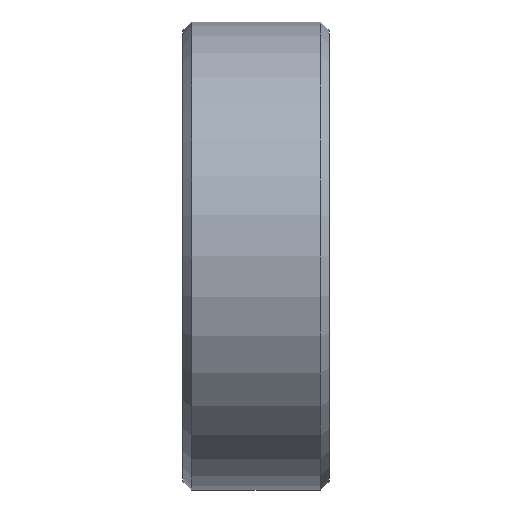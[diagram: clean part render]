
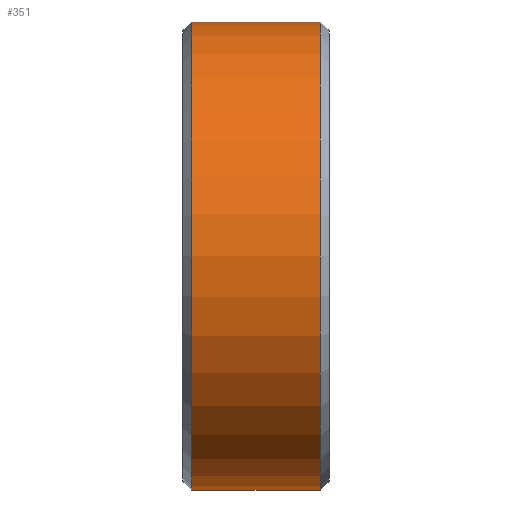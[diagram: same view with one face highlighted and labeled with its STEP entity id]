
A CAD part, left-side view. The second image highlights one B-rep face of the part: STEP entity #351.
In plain terms, the highlighted cylindrical face has radius 8 mm (diameter 16 mm), a partial arc.
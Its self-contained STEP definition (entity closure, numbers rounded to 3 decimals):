
#20 = LINE ( 'NONE', #289, #808 ) ;
#25 = VERTEX_POINT ( 'NONE', #855 ) ;
#32 = DIRECTION ( 'NONE',  ( 0., -1., 0. ) ) ;
#38 = DIRECTION ( 'NONE',  ( 0., 0., -1. ) ) ;
#119 = ORIENTED_EDGE ( 'NONE', *, *, #874, .F. ) ;
#143 = FACE_OUTER_BOUND ( 'NONE', #943, .T. ) ;
#172 = ORIENTED_EDGE ( 'NONE', *, *, #598, .F. ) ;
#187 = CIRCLE ( 'NONE', #719, 8. ) ;
#234 = EDGE_CURVE ( 'NONE', #25, #384, #710, .T. ) ;
#246 = CARTESIAN_POINT ( 'NONE',  ( 0., 0., 0. ) ) ;
#254 = DIRECTION ( 'NONE',  ( 0., 0., -1. ) ) ;
#261 = AXIS2_PLACEMENT_3D ( 'NONE', #246, #1208, #38 ) ;
#289 = CARTESIAN_POINT ( 'NONE',  ( 0., 0., 8. ) ) ;
#351 = ADVANCED_FACE ( 'NONE', ( #143 ), #377, .T. ) ;
#377 = CYLINDRICAL_SURFACE ( 'NONE', #261, 8. ) ;
#384 = VERTEX_POINT ( 'NONE', #1202 ) ;
#598 = EDGE_CURVE ( 'NONE', #1022, #657, #20, .T. ) ;
#622 = DIRECTION ( 'NONE',  ( 0., 0., -1. ) ) ;
#644 = DIRECTION ( 'NONE',  ( 0., -1., 0. ) ) ;
#657 = VERTEX_POINT ( 'NONE', #875 ) ;
#708 = CARTESIAN_POINT ( 'NONE',  ( 0., 2.2, 0. ) ) ;
#710 = LINE ( 'NONE', #1007, #781 ) ;
#719 = AXIS2_PLACEMENT_3D ( 'NONE', #921, #644, #254 ) ;
#781 = VECTOR ( 'NONE', #32, 1000. ) ;
#782 = EDGE_CURVE ( 'NONE', #1022, #25, #1061, .T. ) ;
#808 = VECTOR ( 'NONE', #1248, 1000. ) ;
#855 = CARTESIAN_POINT ( 'NONE',  ( 0., 2.2, -8. ) ) ;
#874 = EDGE_CURVE ( 'NONE', #657, #384, #187, .T. ) ;
#875 = CARTESIAN_POINT ( 'NONE',  ( 0., -2.2, 8. ) ) ;
#921 = CARTESIAN_POINT ( 'NONE',  ( 0., -2.2, 0. ) ) ;
#939 = CARTESIAN_POINT ( 'NONE',  ( 0., 2.2, 8. ) ) ;
#943 = EDGE_LOOP ( 'NONE', ( #172, #1229, #1055, #119 ) ) ;
#963 = AXIS2_PLACEMENT_3D ( 'NONE', #708, #1096, #622 ) ;
#1007 = CARTESIAN_POINT ( 'NONE',  ( 0., 0., -8. ) ) ;
#1022 = VERTEX_POINT ( 'NONE', #939 ) ;
#1055 = ORIENTED_EDGE ( 'NONE', *, *, #234, .T. ) ;
#1061 = CIRCLE ( 'NONE', #963, 8. ) ;
#1096 = DIRECTION ( 'NONE',  ( 0., -1., 0. ) ) ;
#1202 = CARTESIAN_POINT ( 'NONE',  ( 0., -2.2, -8. ) ) ;
#1208 = DIRECTION ( 'NONE',  ( 0., -1., 0. ) ) ;
#1229 = ORIENTED_EDGE ( 'NONE', *, *, #782, .T. ) ;
#1248 = DIRECTION ( 'NONE',  ( 0., -1., 0. ) ) ;
